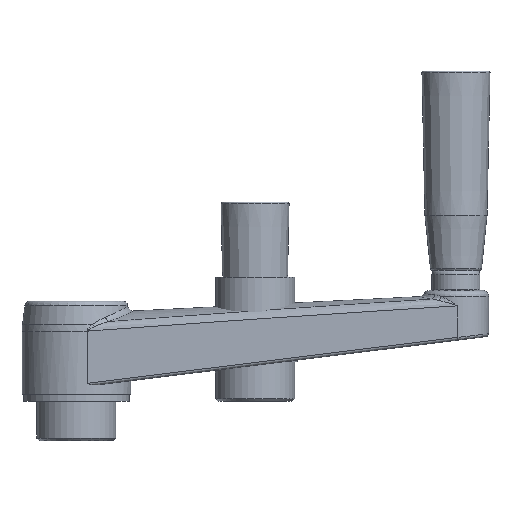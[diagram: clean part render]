
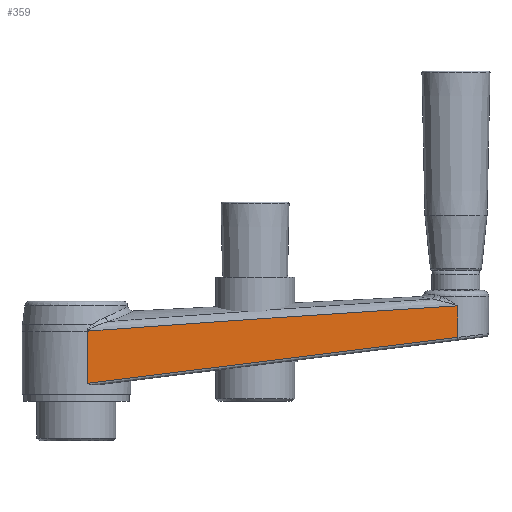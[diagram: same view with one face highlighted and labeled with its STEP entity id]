
A CAD part, front view. The second image highlights one B-rep face of the part: STEP entity #359.
In plain terms, the highlighted planar face has unit normal (0.056, -0.999, 0).
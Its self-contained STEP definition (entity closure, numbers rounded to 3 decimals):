
#359 = ADVANCED_FACE( '', ( #597 ), #598, .T. );
#597 = FACE_OUTER_BOUND( '', #1658, .T. );
#598 = PLANE( '', #1659 );
#1658 = EDGE_LOOP( '', ( #2306, #2307, #2308, #2309, #2310 ) );
#1659 = AXIS2_PLACEMENT_3D( '', #2311, #2312, #2313 );
#2306 = ORIENTED_EDGE( '', *, *, #3513, .T. );
#2307 = ORIENTED_EDGE( '', *, *, #3486, .T. );
#2308 = ORIENTED_EDGE( '', *, *, #3458, .F. );
#2309 = ORIENTED_EDGE( '', *, *, #3448, .T. );
#2310 = ORIENTED_EDGE( '', *, *, #3444, .T. );
#2311 = CARTESIAN_POINT( '', ( -64.927, -19.151, 50. ) );
#2312 = DIRECTION( '', ( 0.056, -0.998, 0. ) );
#2313 = DIRECTION( '', ( 0.998, 0.056, 0. ) );
#3444 = EDGE_CURVE( '', #3904, #3905, #3906, .F. );
#3448 = EDGE_CURVE( '', #3911, #3904, #3912, .T. );
#3458 = EDGE_CURVE( '', #3911, #3927, #3928, .T. );
#3486 = EDGE_CURVE( '', #3970, #3927, #3972, .T. );
#3513 = EDGE_CURVE( '', #3905, #3970, #4020, .T. );
#3904 = VERTEX_POINT( '', #5011 );
#3905 = VERTEX_POINT( '', #5012 );
#3906 = B_SPLINE_CURVE_WITH_KNOTS( '', 3, ( #5013, #5014, #5015, #5016, #5017, #5018, #5019, #5020, #5021, #5022, #5023, #5024, #5025, #5026, #5027, #5028, #5029, #5030, #5031, #5032, #5033 ), .UNSPECIFIED., .F., .F., ( 4, 2, 2, 1, 2, 2, 1, 1, 1, 2, 2, 1, 4 ), ( 0., 0., 0., 0., 0., 0., 0., 0., 0., 0., 0., 0., 0. ), .UNSPECIFIED. );
#3911 = VERTEX_POINT( '', #5146 );
#3912 = ELLIPSE( '', #5147, 715.897, 39.786 );
#3927 = VERTEX_POINT( '', #5311 );
#3928 = LINE( '', #5312, #5313 );
#3970 = VERTEX_POINT( '', #5475 );
#3972 = LINE( '', #5492, #5493 );
#4020 = LINE( '', #5577, #5578 );
#5011 = CARTESIAN_POINT( '', ( -59.145, -18.829, 24.87 ) );
#5012 = CARTESIAN_POINT( '', ( -59.28, -18.836, 24.476 ) );
#5013 = CARTESIAN_POINT( '', ( -59.28, -18.836, 24.476 ) );
#5014 = CARTESIAN_POINT( '', ( -59.276, -18.836, 24.511 ) );
#5015 = CARTESIAN_POINT( '', ( -59.271, -18.836, 24.545 ) );
#5016 = CARTESIAN_POINT( '', ( -59.257, -18.835, 24.614 ) );
#5017 = CARTESIAN_POINT( '', ( -59.248, -18.834, 24.647 ) );
#5018 = CARTESIAN_POINT( '', ( -59.231, -18.833, 24.697 ) );
#5019 = CARTESIAN_POINT( '', ( -59.222, -18.833, 24.722 ) );
#5020 = CARTESIAN_POINT( '', ( -59.212, -18.832, 24.746 ) );
#5021 = CARTESIAN_POINT( '', ( -59.205, -18.832, 24.762 ) );
#5022 = CARTESIAN_POINT( '', ( -59.201, -18.832, 24.77 ) );
#5023 = CARTESIAN_POINT( '', ( -59.19, -18.831, 24.794 ) );
#5024 = CARTESIAN_POINT( '', ( -59.177, -18.83, 24.818 ) );
#5025 = CARTESIAN_POINT( '', ( -59.161, -18.83, 24.844 ) );
#5026 = CARTESIAN_POINT( '', ( -59.154, -18.829, 24.856 ) );
#5027 = CARTESIAN_POINT( '', ( -59.151, -18.829, 24.86 ) );
#5028 = CARTESIAN_POINT( '', ( -59.151, -18.829, 24.861 ) );
#5029 = CARTESIAN_POINT( '', ( -59.15, -18.829, 24.861 ) );
#5030 = CARTESIAN_POINT( '', ( -59.149, -18.829, 24.863 ) );
#5031 = CARTESIAN_POINT( '', ( -59.148, -18.829, 24.865 ) );
#5032 = CARTESIAN_POINT( '', ( -59.146, -18.829, 24.868 ) );
#5033 = CARTESIAN_POINT( '', ( -59.145, -18.829, 24.87 ) );
#5146 = CARTESIAN_POINT( '', ( 71.778, -11.532, 33.808 ) );
#5147 = AXIS2_PLACEMENT_3D( '', #6607, #6608, #6609 );
#5311 = CARTESIAN_POINT( '', ( 71.778, -11.532, 22.669 ) );
#5312 = CARTESIAN_POINT( '', ( 71.778, -11.532, 50. ) );
#5313 = VECTOR( '', #6616, 1000. );
#5475 = CARTESIAN_POINT( '', ( -59.28, -18.836, 6.386 ) );
#5492 = CARTESIAN_POINT( '', ( 71.656, -11.539, 22.653 ) );
#5493 = VECTOR( '', #6665, 1000. );
#5577 = CARTESIAN_POINT( '', ( -59.28, -18.836, 0. ) );
#5578 = VECTOR( '', #6718, 1000. );
#6607 = CARTESIAN_POINT( '', ( 224.953, -2.995, 2.593 ) );
#6608 = DIRECTION( '', ( 0.056, -0.998, 0. ) );
#6609 = DIRECTION( '', ( -0.997, -0.056, -0.05 ) );
#6616 = DIRECTION( '', ( 0., 0., -1. ) );
#6665 = DIRECTION( '', ( 0.991, 0.055, 0.123 ) );
#6718 = DIRECTION( '', ( 0., 0., -1. ) );
